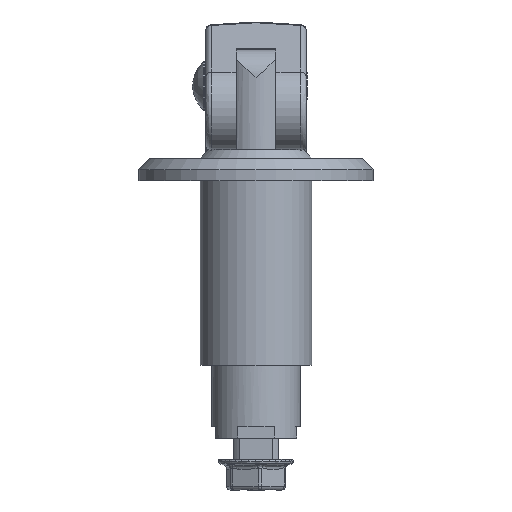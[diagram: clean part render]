
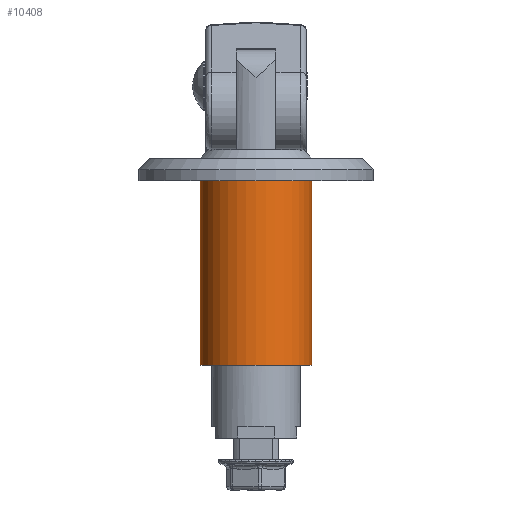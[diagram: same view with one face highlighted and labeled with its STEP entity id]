
A CAD part, front view. The second image highlights one B-rep face of the part: STEP entity #10408.
In plain terms, the highlighted cylindrical face has radius 10 mm (diameter 20 mm), a full revolution.
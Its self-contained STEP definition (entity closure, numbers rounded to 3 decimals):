
#1954 = CARTESIAN_POINT ( 'NONE',  ( 0., 0., 33. ) ) ;
#1973 = DIRECTION ( 'NONE',  ( 0., 0., -1. ) ) ;
#1974 = DIRECTION ( 'NONE',  ( -1., 0., 0. ) ) ;
#1978 = CARTESIAN_POINT ( 'NONE',  ( 0., 0., 0. ) ) ;
#1985 = DIRECTION ( 'NONE',  ( 0., 0., 1. ) ) ;
#1986 = DIRECTION ( 'NONE',  ( -1., 0., 0. ) ) ;
#9744 = VERTEX_POINT ( 'NONE', #9745 ) ;
#9745 = CARTESIAN_POINT ( 'NONE',  ( -10., 0., 33. ) ) ;
#9752 = VERTEX_POINT ( 'NONE', #9753 ) ;
#9753 = CARTESIAN_POINT ( 'NONE',  ( -10., 0., 0. ) ) ;
#10408 = ADVANCED_FACE ( 'NONE', ( #25579, #25582 ), #25576, .T. ) ;
#11128 = EDGE_LOOP ( 'NONE', ( #11861 ) ) ;
#11145 = EDGE_LOOP ( 'NONE', ( #11860 ) ) ;
#11464 = EDGE_CURVE ( 'NONE', #9744, #9744, #26063, .T. ) ;
#11468 = EDGE_CURVE ( 'NONE', #9752, #9752, #26067, .T. ) ;
#11860 = ORIENTED_EDGE ( 'NONE', *, *, #11464, .T. ) ;
#11861 = ORIENTED_EDGE ( 'NONE', *, *, #11468, .T. ) ;
#25576 = CYLINDRICAL_SURFACE ( 'NONE', #26382, 10. ) ;
#25579 = FACE_OUTER_BOUND ( 'NONE', #11145, .T. ) ;
#25582 = FACE_OUTER_BOUND ( 'NONE', #11128, .T. ) ;
#26063 = CIRCLE ( 'NONE', #26535, 10. ) ;
#26067 = CIRCLE ( 'NONE', #26552, 10. ) ;
#26382 = AXIS2_PLACEMENT_3D ( 'NONE', #27685, #27690, #27689 ) ;
#26535 = AXIS2_PLACEMENT_3D ( 'NONE', #1954, #1973, #1974 ) ;
#26552 = AXIS2_PLACEMENT_3D ( 'NONE', #1978, #1985, #1986 ) ;
#27685 = CARTESIAN_POINT ( 'NONE',  ( 0., 0., 33. ) ) ;
#27689 = DIRECTION ( 'NONE',  ( -1., 0., 0. ) ) ;
#27690 = DIRECTION ( 'NONE',  ( 0., 0., -1. ) ) ;
